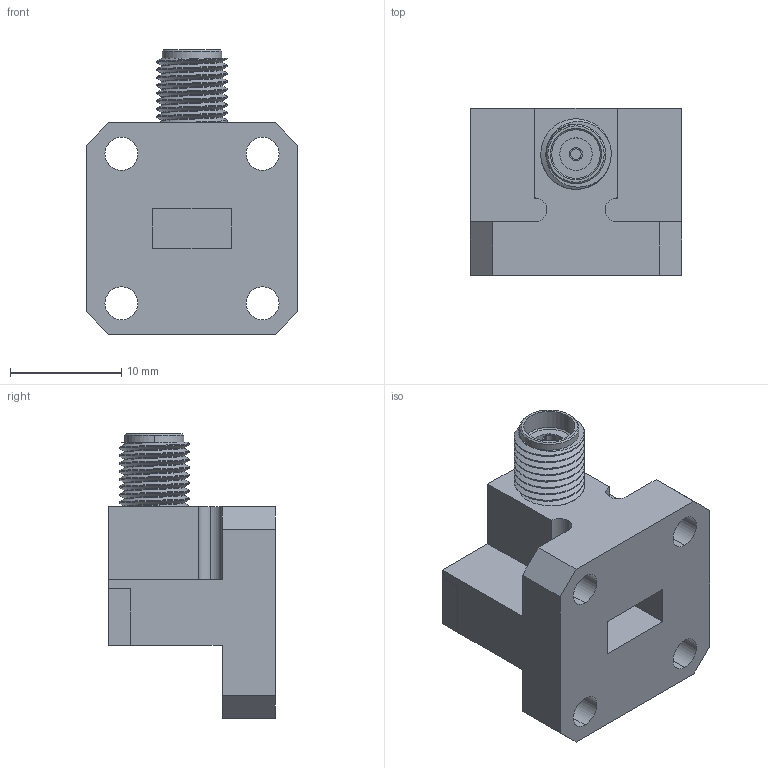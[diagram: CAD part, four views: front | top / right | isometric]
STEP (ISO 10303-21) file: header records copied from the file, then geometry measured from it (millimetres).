
FILE_DESCRIPTION (( 'STEP AP203' ), '1' );
FILE_NAME ('PE9826.step', '2019-04-17T22:32:15', ( '' ), ( '' ), 'SwSTEP 2.0', 'SolidWorks 2018', '' );
FILE_SCHEMA (( 'CONFIG_CONTROL_DESIGN' ));
Length unit declared in the file: inch
Products named in the file (1): PE9826
Bounding box: 19.05 x 15.01 x 25.63 mm (x, y, z)
Volume: 2983.6 mm3; surface area: 2697.4 mm2
Topology: 4 solids, 4 shells, 252 faces, 691 edges, 449 vertices
Faces by surface type: cylinder 125, plane 77, cone 44, bspline 6
Entity records: 10475 total; most frequent: CARTESIAN_POINT 4623, ORIENTED_EDGE 1366, DIRECTION 1042, EDGE_CURVE 683, VERTEX_POINT 449, AXIS2_PLACEMENT_3D 371, LINE 300, VECTOR 300
